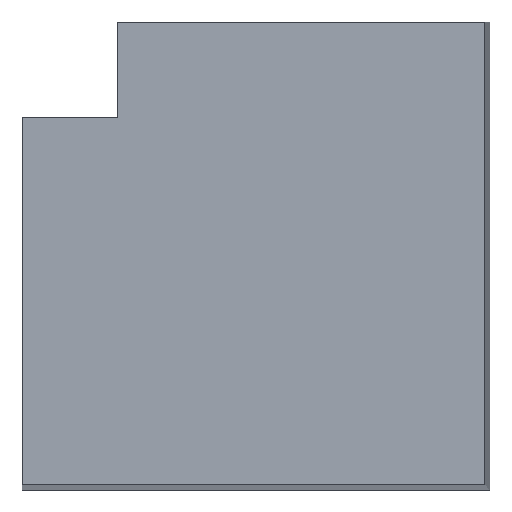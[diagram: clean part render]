
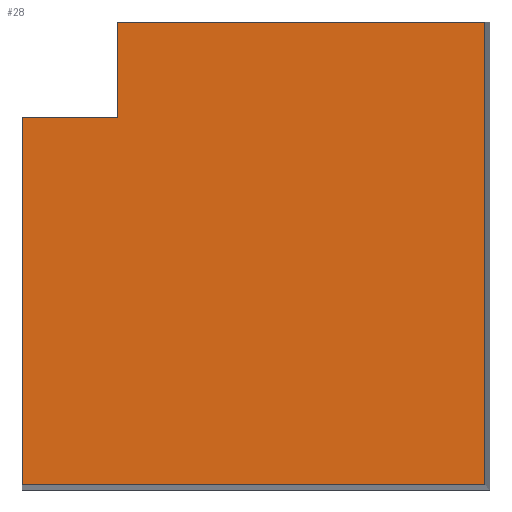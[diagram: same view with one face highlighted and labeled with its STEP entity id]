
A CAD part, top view. The second image highlights one B-rep face of the part: STEP entity #28.
In plain terms, the highlighted planar face has unit normal (0, 0, 1).
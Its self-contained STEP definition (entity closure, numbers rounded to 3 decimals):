
#8 = EDGE_CURVE ( 'NONE', #269, #71, #278, .T. ) ;
#22 = CARTESIAN_POINT ( 'NONE',  ( -170., -67.5, 55.5 ) ) ;
#27 = VECTOR ( 'NONE', #145, 1000. ) ;
#28 = ADVANCED_FACE ( 'NONE', ( #380 ), #350, .F. ) ;
#55 = DIRECTION ( 'NONE',  ( 0., -1., 0. ) ) ;
#69 = VERTEX_POINT ( 'NONE', #351 ) ;
#70 = VECTOR ( 'NONE', #400, 1000. ) ;
#71 = VERTEX_POINT ( 'NONE', #462 ) ;
#76 = ORIENTED_EDGE ( 'NONE', *, *, #209, .T. ) ;
#87 = DIRECTION ( 'NONE',  ( 1., 0., 0. ) ) ;
#139 = CARTESIAN_POINT ( 'NONE',  ( -135., 102.5, 55.5 ) ) ;
#145 = DIRECTION ( 'NONE',  ( 0., -1., 0. ) ) ;
#154 = LINE ( 'NONE', #171, #166 ) ;
#156 = LINE ( 'NONE', #424, #451 ) ;
#166 = VECTOR ( 'NONE', #55, 1000. ) ;
#171 = CARTESIAN_POINT ( 'NONE',  ( -170., 67.5, 55.5 ) ) ;
#197 = DIRECTION ( 'NONE',  ( 0., 0., -1. ) ) ;
#198 = EDGE_CURVE ( 'NONE', #69, #71, #245, .T. ) ;
#209 = EDGE_CURVE ( 'NONE', #269, #509, #154, .T. ) ;
#221 = EDGE_CURVE ( 'NONE', #69, #264, #156, .T. ) ;
#245 = LINE ( 'NONE', #139, #70 ) ;
#252 = EDGE_LOOP ( 'NONE', ( #507, #440, #415, #416, #449, #76 ) ) ;
#264 = VERTEX_POINT ( 'NONE', #299 ) ;
#265 = VECTOR ( 'NONE', #341, 1000. ) ;
#269 = VERTEX_POINT ( 'NONE', #508 ) ;
#278 = LINE ( 'NONE', #407, #265 ) ;
#279 = DIRECTION ( 'NONE',  ( 1., 0., 0. ) ) ;
#294 = CARTESIAN_POINT ( 'NONE',  ( -170., 67.5, 55.5 ) ) ;
#299 = CARTESIAN_POINT ( 'NONE',  ( 0., 102.5, 55.5 ) ) ;
#323 = CARTESIAN_POINT ( 'NONE',  ( 0., -67.5, 55.5 ) ) ;
#341 = DIRECTION ( 'NONE',  ( 1., 0., 0. ) ) ;
#349 = AXIS2_PLACEMENT_3D ( 'NONE', #294, #197, #361 ) ;
#350 = PLANE ( 'NONE',  #349 ) ;
#351 = CARTESIAN_POINT ( 'NONE',  ( -135., 102.5, 55.5 ) ) ;
#361 = DIRECTION ( 'NONE',  ( -1., 0., 0. ) ) ;
#380 = FACE_OUTER_BOUND ( 'NONE', #252, .T. ) ;
#400 = DIRECTION ( 'NONE',  ( 0., -1., 0. ) ) ;
#405 = CARTESIAN_POINT ( 'NONE',  ( -170., -67.5, 55.5 ) ) ;
#406 = CARTESIAN_POINT ( 'NONE',  ( 0., 102.5, 55.5 ) ) ;
#407 = CARTESIAN_POINT ( 'NONE',  ( -170., 67.5, 55.5 ) ) ;
#415 = ORIENTED_EDGE ( 'NONE', *, *, #221, .F. ) ;
#416 = ORIENTED_EDGE ( 'NONE', *, *, #198, .T. ) ;
#424 = CARTESIAN_POINT ( 'NONE',  ( -135., 102.5, 55.5 ) ) ;
#426 = LINE ( 'NONE', #406, #27 ) ;
#440 = ORIENTED_EDGE ( 'NONE', *, *, #483, .F. ) ;
#449 = ORIENTED_EDGE ( 'NONE', *, *, #8, .F. ) ;
#451 = VECTOR ( 'NONE', #279, 1000. ) ;
#462 = CARTESIAN_POINT ( 'NONE',  ( -135., 67.5, 55.5 ) ) ;
#481 = VECTOR ( 'NONE', #87, 1000. ) ;
#483 = EDGE_CURVE ( 'NONE', #264, #488, #426, .T. ) ;
#488 = VERTEX_POINT ( 'NONE', #323 ) ;
#507 = ORIENTED_EDGE ( 'NONE', *, *, #530, .T. ) ;
#508 = CARTESIAN_POINT ( 'NONE',  ( -170., 67.5, 55.5 ) ) ;
#509 = VERTEX_POINT ( 'NONE', #22 ) ;
#514 = LINE ( 'NONE', #405, #481 ) ;
#530 = EDGE_CURVE ( 'NONE', #509, #488, #514, .T. ) ;
